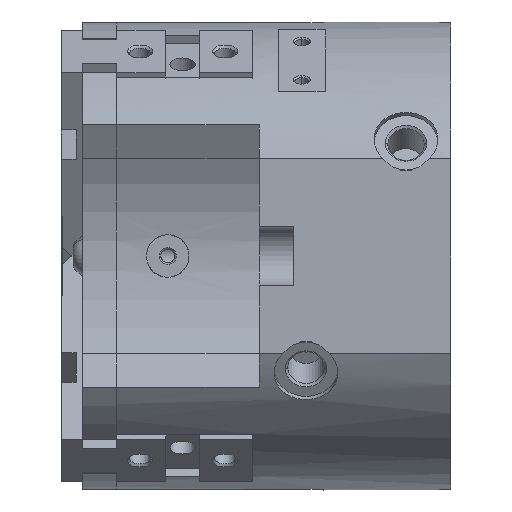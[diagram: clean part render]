
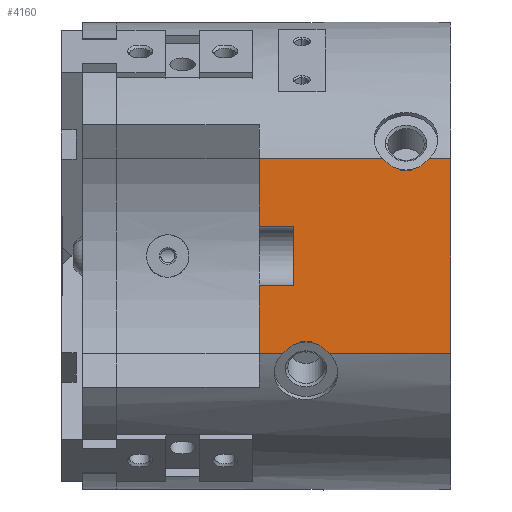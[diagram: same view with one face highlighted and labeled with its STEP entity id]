
A CAD part, left-side view. The second image highlights one B-rep face of the part: STEP entity #4160.
In plain terms, the highlighted planar face has unit normal (-1, 0, 0).
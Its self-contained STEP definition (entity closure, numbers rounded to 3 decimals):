
#2730 = EDGE_CURVE( '', #6822, #2786, #7451, .T. );
#2786 = VERTEX_POINT( '', #7510 );
#2926 = VERTEX_POINT( '', #7666 );
#3144 = EDGE_CURVE( '', #5200, #4562, #7902, .T. );
#3212 = EDGE_CURVE( '', #5694, #5678, #7980, .T. );
#3304 = VERTEX_POINT( '', #8082 );
#3700 = EDGE_CURVE( '', #5200, #3304, #8526, .T. );
#4092 = VERTEX_POINT( '', #8968 );
#4160 = ADVANCED_FACE( '', ( #9043 ), #9044, .T. );
#4248 = VERTEX_POINT( '', #9145 );
#4418 = EDGE_CURVE( '', #4668, #4248, #9335, .T. );
#4562 = VERTEX_POINT( '', #9502 );
#4668 = VERTEX_POINT( '', #9620 );
#4702 = EDGE_CURVE( '', #4248, #5694, #9658, .T. );
#5072 = VERTEX_POINT( '', #10066 );
#5200 = VERTEX_POINT( '', #10204 );
#5342 = EDGE_CURVE( '', #5678, #6822, #10358, .T. );
#5678 = VERTEX_POINT( '', #10724 );
#5688 = EDGE_CURVE( '', #5072, #4562, #10735, .T. );
#5694 = VERTEX_POINT( '', #10741 );
#6014 = EDGE_CURVE( '', #5072, #4668, #11096, .T. );
#6240 = EDGE_CURVE( '', #4092, #3304, #11346, .T. );
#6580 = EDGE_CURVE( '', #2786, #2926, #11717, .T. );
#6712 = EDGE_CURVE( '', #2926, #4092, #11866, .T. );
#6822 = VERTEX_POINT( '', #11993 );
#7451 = LINE( '', #12836, #12837 );
#7510 = CARTESIAN_POINT( '', ( -50., 37., 7. ) );
#7666 = CARTESIAN_POINT( '', ( -50., 37., -7. ) );
#7902 = ELLIPSE( '', #13505, 8.66, 7.5 );
#7980 = LINE( '', #13616, #13617 );
#8082 = CARTESIAN_POINT( '', ( -50., 45., -22.913 ) );
#8526 = LINE( '', #14438, #14439 );
#8968 = CARTESIAN_POINT( '', ( -50., 45., -7. ) );
#9043 = FACE_OUTER_BOUND( '', #15223, .T. );
#9044 = PLANE( '', #15224 );
#9145 = CARTESIAN_POINT( '', ( -50., 5.054, 22.913 ) );
#9335 = LINE( '', #15668, #15669 );
#9502 = CARTESIAN_POINT( '', ( -50., 28.554, -22.913 ) );
#9620 = CARTESIAN_POINT( '', ( -50., 0., 22.913 ) );
#9658 = ELLIPSE( '', #16141, 8.66, 7.5 );
#10066 = CARTESIAN_POINT( '', ( -50., 0., -22.913 ) );
#10204 = CARTESIAN_POINT( '', ( -50., 39.446, -22.913 ) );
#10358 = LINE( '', #17208, #17209 );
#10724 = CARTESIAN_POINT( '', ( -50., 45., 22.913 ) );
#10735 = LINE( '', #17863, #17864 );
#10741 = CARTESIAN_POINT( '', ( -50., 15.946, 22.913 ) );
#11096 = LINE( '', #18531, #18532 );
#11346 = LINE( '', #19011, #19012 );
#11717 = LINE( '', #19561, #19562 );
#11866 = LINE( '', #19766, #19767 );
#11993 = CARTESIAN_POINT( '', ( -50., 45., 7. ) );
#12836 = CARTESIAN_POINT( '', ( -50., 22.5, 7. ) );
#12837 = VECTOR( '', #20704, 1. );
#13505 = AXIS2_PLACEMENT_3D( '', #21164, #21165, #21166 );
#13616 = CARTESIAN_POINT( '', ( -50., 0., 22.913 ) );
#13617 = VECTOR( '', #21268, 1. );
#14438 = CARTESIAN_POINT( '', ( -50., 0., -22.913 ) );
#14439 = VECTOR( '', #21876, 1. );
#15223 = EDGE_LOOP( '', ( #22531, #22532, #22533, #22534, #22535, #22536, #22537, #22538, #22539, #22540, #22541, #22542 ) );
#15224 = AXIS2_PLACEMENT_3D( '', #22543, #22544, #22545 );
#15668 = CARTESIAN_POINT( '', ( -50., 0., 22.913 ) );
#15669 = VECTOR( '', #22885, 1. );
#16141 = AXIS2_PLACEMENT_3D( '', #23290, #23291, #23292 );
#17208 = CARTESIAN_POINT( '', ( -50., 45., 11.456 ) );
#17209 = VECTOR( '', #24047, 1. );
#17863 = CARTESIAN_POINT( '', ( -50., 0., -22.913 ) );
#17864 = VECTOR( '', #24449, 1. );
#18531 = CARTESIAN_POINT( '', ( -50., 0., -22.913 ) );
#18532 = VECTOR( '', #24850, 1. );
#19011 = CARTESIAN_POINT( '', ( -50., 45., 11.456 ) );
#19012 = VECTOR( '', #25140, 1. );
#19561 = CARTESIAN_POINT( '', ( -50., 37., 11.456 ) );
#19562 = VECTOR( '', #25526, 1. );
#19766 = CARTESIAN_POINT( '', ( -50., 22.5, -7. ) );
#19767 = VECTOR( '', #25710, 1. );
#20704 = DIRECTION( '', ( 0., -1., 0. ) );
#21164 = CARTESIAN_POINT( '', ( -50., 34., -28.868 ) );
#21165 = DIRECTION( '', ( 1., 0., 0. ) );
#21166 = DIRECTION( '', ( 0., 0., -1. ) );
#21268 = DIRECTION( '', ( 0., 1., 0. ) );
#21876 = DIRECTION( '', ( 0., 1., 0. ) );
#22531 = ORIENTED_EDGE( '', *, *, #4702, .T. );
#22532 = ORIENTED_EDGE( '', *, *, #3212, .T. );
#22533 = ORIENTED_EDGE( '', *, *, #5342, .T. );
#22534 = ORIENTED_EDGE( '', *, *, #2730, .T. );
#22535 = ORIENTED_EDGE( '', *, *, #6580, .T. );
#22536 = ORIENTED_EDGE( '', *, *, #6712, .T. );
#22537 = ORIENTED_EDGE( '', *, *, #6240, .T. );
#22538 = ORIENTED_EDGE( '', *, *, #3700, .F. );
#22539 = ORIENTED_EDGE( '', *, *, #3144, .T. );
#22540 = ORIENTED_EDGE( '', *, *, #5688, .F. );
#22541 = ORIENTED_EDGE( '', *, *, #6014, .T. );
#22542 = ORIENTED_EDGE( '', *, *, #4418, .T. );
#22543 = CARTESIAN_POINT( '', ( -50., 0., 22.913 ) );
#22544 = DIRECTION( '', ( -1., 0., 0. ) );
#22545 = DIRECTION( '', ( 0., 0., 1. ) );
#22885 = DIRECTION( '', ( 0., 1., 0. ) );
#23290 = CARTESIAN_POINT( '', ( -50., 10.5, 28.868 ) );
#23291 = DIRECTION( '', ( 1., 0., 0. ) );
#23292 = DIRECTION( '', ( 0., 0., -1. ) );
#24047 = DIRECTION( '', ( 0., 0., -1. ) );
#24449 = DIRECTION( '', ( 0., 1., 0. ) );
#24850 = DIRECTION( '', ( 0., 0., 1. ) );
#25140 = DIRECTION( '', ( 0., 0., -1. ) );
#25526 = DIRECTION( '', ( 0., 0., -1. ) );
#25710 = DIRECTION( '', ( 0., 1., 0. ) );
